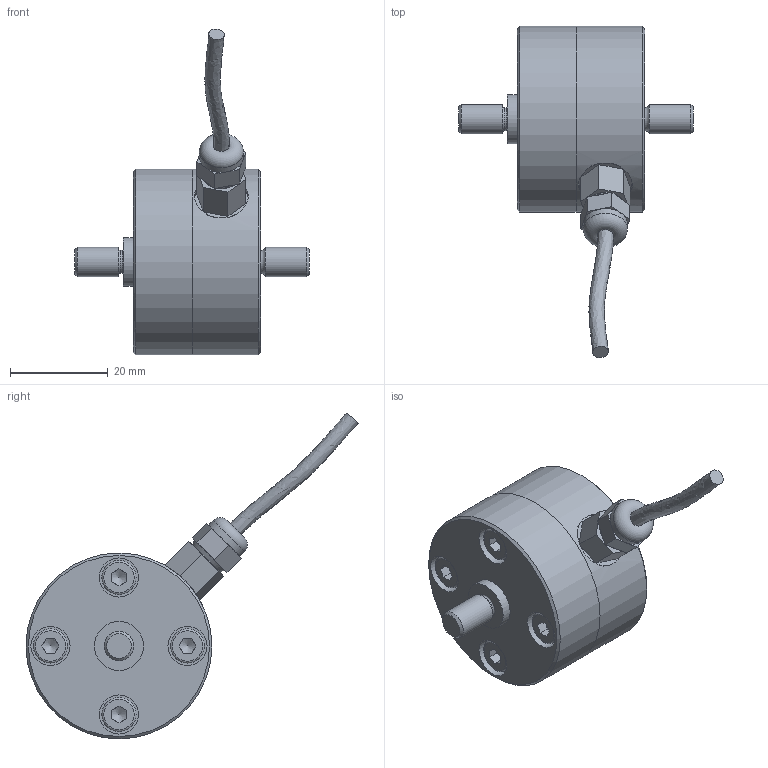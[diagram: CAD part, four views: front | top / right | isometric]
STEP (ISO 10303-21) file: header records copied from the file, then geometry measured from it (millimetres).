
FILE_DESCRIPTION( ( 'Unknown' ), '1' );
FILE_NAME( 'K1563-2000N.stp', 'Unknown', ( 'Unknown' ), ( 'Unknown' ), 'PSStep 17.0.49', 'Unknown', ' ' );
FILE_SCHEMA( ( 'AUTOMOTIVE_DESIGN { 1 0 10303 214 1 1 1 1 }' ) );
Length unit declared in the file: millimetre
Products named in the file (6): Assem1; 2139-001_doc-00006620; 2139-002_doc-00006647; skindicht-mini m6x1_doc-00006679; Zylinderschraube DIN 912-M4x0x12; kabeldurchmesser 3_doc-00010703
Assembly tree (8 placements, depth 2):
  Assem1
    2139-001_doc-00006620
    2139-002_doc-00006647
    skindicht-mini m6x1_doc-00006679
    Zylinderschraube DIN 912-M4x0x12  x4
    kabeldurchmesser 3_doc-00010703
Bounding box: 48 x 67.85 x 66.6 mm (x, y, z)
Volume: 30339.4 mm3; surface area: 11960.8 mm2
Topology: 8 solids, 9 shells, 185 faces, 389 edges, 245 vertices
Faces by surface type: plane 89, cylinder 51, cone 34, torus 10, bspline 1
Full cylindrical faces by diameter (mm): 3.141 x4, 3.2 x1, 3.203 x1, 3.3 x4, 4 x8, 4.5 x4, 4.7 x2, 6 x2, 7 x4, 8 x5, 9.026 x1, 10 x1, 38 x2
Entity records: 4381 total; most frequent: CARTESIAN_POINT 876, DIRECTION 570, ORIENTED_EDGE 398, AXIS2_PLACEMENT_3D 244, EDGE_LOOP 204, EDGE_CURVE 199, FACE_OUTER_BOUND 163, VERTEX_POINT 152
